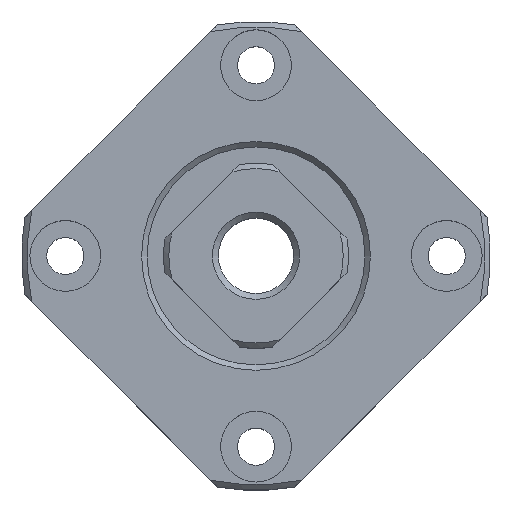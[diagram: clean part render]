
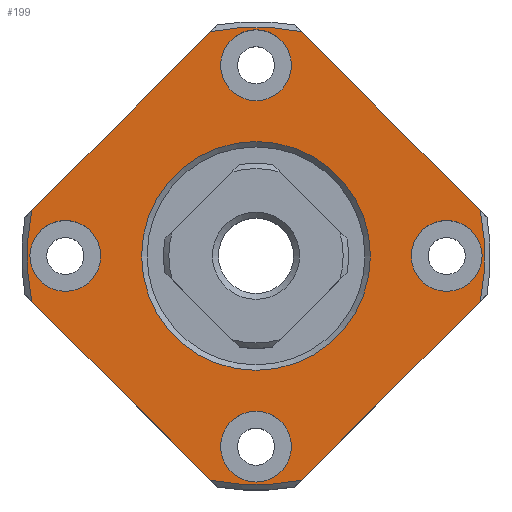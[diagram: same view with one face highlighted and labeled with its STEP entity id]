
A CAD part, top view. The second image highlights one B-rep face of the part: STEP entity #199.
In plain terms, the highlighted face is planar.
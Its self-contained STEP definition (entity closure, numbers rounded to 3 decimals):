
#199 = ADVANCED_FACE( '', ( #357, #358, #359, #360, #361, #362 ), #363, .F. );
#357 = FACE_OUTER_BOUND( '', #612, .T. );
#358 = FACE_BOUND( '', #613, .T. );
#359 = FACE_BOUND( '', #614, .T. );
#360 = FACE_BOUND( '', #615, .T. );
#361 = FACE_BOUND( '', #616, .T. );
#362 = FACE_BOUND( '', #617, .T. );
#363 = PLANE( '', #618 );
#612 = EDGE_LOOP( '', ( #946, #947, #948, #949, #950, #951, #952, #953 ) );
#613 = EDGE_LOOP( '', ( #954 ) );
#614 = EDGE_LOOP( '', ( #955 ) );
#615 = EDGE_LOOP( '', ( #956 ) );
#616 = EDGE_LOOP( '', ( #957 ) );
#617 = EDGE_LOOP( '', ( #958 ) );
#618 = AXIS2_PLACEMENT_3D( '', #959, #960, #961 );
#946 = ORIENTED_EDGE( '', *, *, #1551, .F. );
#947 = ORIENTED_EDGE( '', *, *, #1552, .F. );
#948 = ORIENTED_EDGE( '', *, *, #1553, .F. );
#949 = ORIENTED_EDGE( '', *, *, #1554, .F. );
#950 = ORIENTED_EDGE( '', *, *, #1555, .F. );
#951 = ORIENTED_EDGE( '', *, *, #1556, .F. );
#952 = ORIENTED_EDGE( '', *, *, #1557, .F. );
#953 = ORIENTED_EDGE( '', *, *, #1558, .F. );
#954 = ORIENTED_EDGE( '', *, *, #1530, .F. );
#955 = ORIENTED_EDGE( '', *, *, #1518, .T. );
#956 = ORIENTED_EDGE( '', *, *, #1522, .T. );
#957 = ORIENTED_EDGE( '', *, *, #1526, .T. );
#958 = ORIENTED_EDGE( '', *, *, #1544, .T. );
#959 = CARTESIAN_POINT( '', ( -9., 6., 0. ) );
#960 = DIRECTION( '', ( 1., 0., 0. ) );
#961 = DIRECTION( '', ( 0., 0., -1. ) );
#1518 = EDGE_CURVE( '', #1748, #1748, #1749, .T. );
#1522 = EDGE_CURVE( '', #1756, #1756, #1757, .T. );
#1526 = EDGE_CURVE( '', #1764, #1764, #1765, .T. );
#1530 = EDGE_CURVE( '', #1772, #1772, #1773, .F. );
#1544 = EDGE_CURVE( '', #1800, #1800, #1801, .T. );
#1551 = EDGE_CURVE( '', #1814, #1815, #1816, .T. );
#1552 = EDGE_CURVE( '', #1817, #1814, #1818, .T. );
#1553 = EDGE_CURVE( '', #1819, #1817, #1820, .T. );
#1554 = EDGE_CURVE( '', #1821, #1819, #1822, .T. );
#1555 = EDGE_CURVE( '', #1823, #1821, #1824, .T. );
#1556 = EDGE_CURVE( '', #1825, #1823, #1826, .T. );
#1557 = EDGE_CURVE( '', #1827, #1825, #1828, .T. );
#1558 = EDGE_CURVE( '', #1815, #1827, #1829, .T. );
#1748 = VERTEX_POINT( '', #2192 );
#1749 = CIRCLE( '', #2193, 3.25 );
#1756 = VERTEX_POINT( '', #2200 );
#1757 = CIRCLE( '', #2201, 3.25 );
#1764 = VERTEX_POINT( '', #2208 );
#1765 = CIRCLE( '', #2209, 3.25 );
#1772 = VERTEX_POINT( '', #2216 );
#1773 = CIRCLE( '', #2217, 3.25 );
#1800 = VERTEX_POINT( '', #2244 );
#1801 = CIRCLE( '', #2245, 10.5 );
#1814 = VERTEX_POINT( '', #2262 );
#1815 = VERTEX_POINT( '', #2263 );
#1816 = CIRCLE( '', #2264, 21. );
#1817 = VERTEX_POINT( '', #2265 );
#1818 = LINE( '', #2266, #2267 );
#1819 = VERTEX_POINT( '', #2268 );
#1820 = CIRCLE( '', #2269, 21. );
#1821 = VERTEX_POINT( '', #2270 );
#1822 = LINE( '', #2271, #2272 );
#1823 = VERTEX_POINT( '', #2273 );
#1824 = CIRCLE( '', #2274, 21. );
#1825 = VERTEX_POINT( '', #2275 );
#1826 = LINE( '', #2276, #2277 );
#1827 = VERTEX_POINT( '', #2278 );
#1828 = CIRCLE( '', #2279, 21. );
#1829 = LINE( '', #2280, #2281 );
#2192 = CARTESIAN_POINT( '', ( -9., 0., -20.75 ) );
#2193 = AXIS2_PLACEMENT_3D( '', #2674, #2675, #2676 );
#2200 = CARTESIAN_POINT( '', ( -9., -17.5, -3.25 ) );
#2201 = AXIS2_PLACEMENT_3D( '', #2686, #2687, #2688 );
#2208 = CARTESIAN_POINT( '', ( -9., 0., 14.25 ) );
#2209 = AXIS2_PLACEMENT_3D( '', #2698, #2699, #2700 );
#2216 = CARTESIAN_POINT( '', ( -9., 17.5, -3.25 ) );
#2217 = AXIS2_PLACEMENT_3D( '', #2710, #2711, #2712 );
#2244 = CARTESIAN_POINT( '', ( -9., 0., -10.5 ) );
#2245 = AXIS2_PLACEMENT_3D( '', #2752, #2753, #2754 );
#2262 = CARTESIAN_POINT( '', ( -9., 20.583, -4.166 ) );
#2263 = CARTESIAN_POINT( '', ( -9., 20.583, 4.166 ) );
#2264 = AXIS2_PLACEMENT_3D( '', #2765, #2766, #2767 );
#2265 = CARTESIAN_POINT( '', ( -9., 4.166, -20.583 ) );
#2266 = CARTESIAN_POINT( '', ( -9., 0., -24.749 ) );
#2267 = VECTOR( '', #2768, 1000. );
#2268 = CARTESIAN_POINT( '', ( -9., -4.166, -20.583 ) );
#2269 = AXIS2_PLACEMENT_3D( '', #2769, #2770, #2771 );
#2270 = CARTESIAN_POINT( '', ( -9., -20.583, -4.166 ) );
#2271 = CARTESIAN_POINT( '', ( -9., -24.749, 0. ) );
#2272 = VECTOR( '', #2772, 1000. );
#2273 = CARTESIAN_POINT( '', ( -9., -20.583, 4.166 ) );
#2274 = AXIS2_PLACEMENT_3D( '', #2773, #2774, #2775 );
#2275 = CARTESIAN_POINT( '', ( -9., -4.166, 20.583 ) );
#2276 = CARTESIAN_POINT( '', ( -9., 0., 24.749 ) );
#2277 = VECTOR( '', #2776, 1000. );
#2278 = CARTESIAN_POINT( '', ( -9., 4.166, 20.583 ) );
#2279 = AXIS2_PLACEMENT_3D( '', #2777, #2778, #2779 );
#2280 = CARTESIAN_POINT( '', ( -9., 24.749, 0. ) );
#2281 = VECTOR( '', #2780, 1000. );
#2674 = CARTESIAN_POINT( '', ( -9., 0., -17.5 ) );
#2675 = DIRECTION( '', ( 1., 0., 0. ) );
#2676 = DIRECTION( '', ( 0., 0., -1. ) );
#2686 = CARTESIAN_POINT( '', ( -9., -17.5, 0. ) );
#2687 = DIRECTION( '', ( 1., 0., 0. ) );
#2688 = DIRECTION( '', ( 0., 0., -1. ) );
#2698 = CARTESIAN_POINT( '', ( -9., 0., 17.5 ) );
#2699 = DIRECTION( '', ( 1., 0., 0. ) );
#2700 = DIRECTION( '', ( 0., 0., -1. ) );
#2710 = CARTESIAN_POINT( '', ( -9., 17.5, 0. ) );
#2711 = DIRECTION( '', ( 1., 0., 0. ) );
#2712 = DIRECTION( '', ( 0., 0., -1. ) );
#2752 = CARTESIAN_POINT( '', ( -9., 0., 0. ) );
#2753 = DIRECTION( '', ( 1., 0., 0. ) );
#2754 = DIRECTION( '', ( 0., 0., -1. ) );
#2765 = CARTESIAN_POINT( '', ( -9., 0., 0. ) );
#2766 = DIRECTION( '', ( 1., 0., 0. ) );
#2767 = DIRECTION( '', ( 0., 0., -1. ) );
#2768 = DIRECTION( '', ( 0., 0.707, 0.707 ) );
#2769 = CARTESIAN_POINT( '', ( -9., 0., 0. ) );
#2770 = DIRECTION( '', ( 1., 0., 0. ) );
#2771 = DIRECTION( '', ( 0., 0., -1. ) );
#2772 = DIRECTION( '', ( 0., 0.707, -0.707 ) );
#2773 = CARTESIAN_POINT( '', ( -9., 0., 0. ) );
#2774 = DIRECTION( '', ( 1., 0., 0. ) );
#2775 = DIRECTION( '', ( 0., 0., -1. ) );
#2776 = DIRECTION( '', ( 0., -0.707, -0.707 ) );
#2777 = CARTESIAN_POINT( '', ( -9., 0., 0. ) );
#2778 = DIRECTION( '', ( 1., 0., 0. ) );
#2779 = DIRECTION( '', ( 0., 0., -1. ) );
#2780 = DIRECTION( '', ( 0., -0.707, 0.707 ) );
